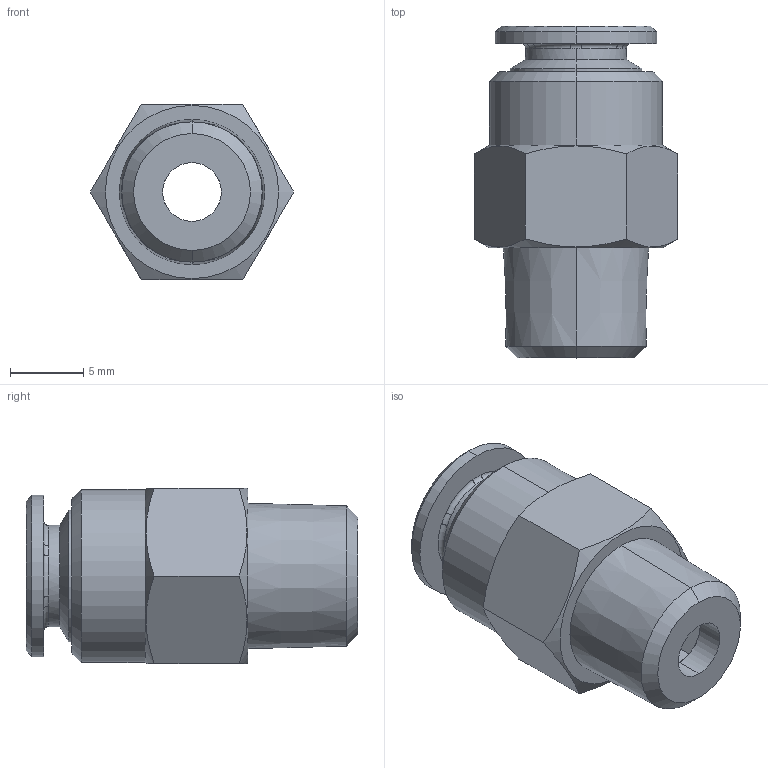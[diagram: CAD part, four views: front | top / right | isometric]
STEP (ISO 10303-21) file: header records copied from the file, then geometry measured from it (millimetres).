
FILE_DESCRIPTION (( 'STEP AP203' ), '1' );
FILE_NAME ('M0010031.STEP', '2010-08-04T12:15:46', ( '' ), ( 'sopra-pneumatic' ), 'SwSTEP 2.0', 'SolidWorks 2009', '' );
FILE_SCHEMA (( 'CONFIG_CONTROL_DESIGN' ));
Length unit declared in the file: millimetre
Products named in the file (1): M0010031
Bounding box: 13.86 x 22.62 x 12 mm (x, y, z)
Volume: 1568.2 mm3; surface area: 1456.6 mm2
Topology: 1 solids, 1 shells, 83 faces, 192 edges, 115 vertices
Faces by surface type: plane 36, cone 22, torus 13, cylinder 12
Entity records: 2581 total; most frequent: CARTESIAN_POINT 653, DIRECTION 390, ORIENTED_EDGE 384, EDGE_CURVE 192, AXIS2_PLACEMENT_3D 160, VERTEX_POINT 115, EDGE_LOOP 89, FACE_OUTER_BOUND 83
